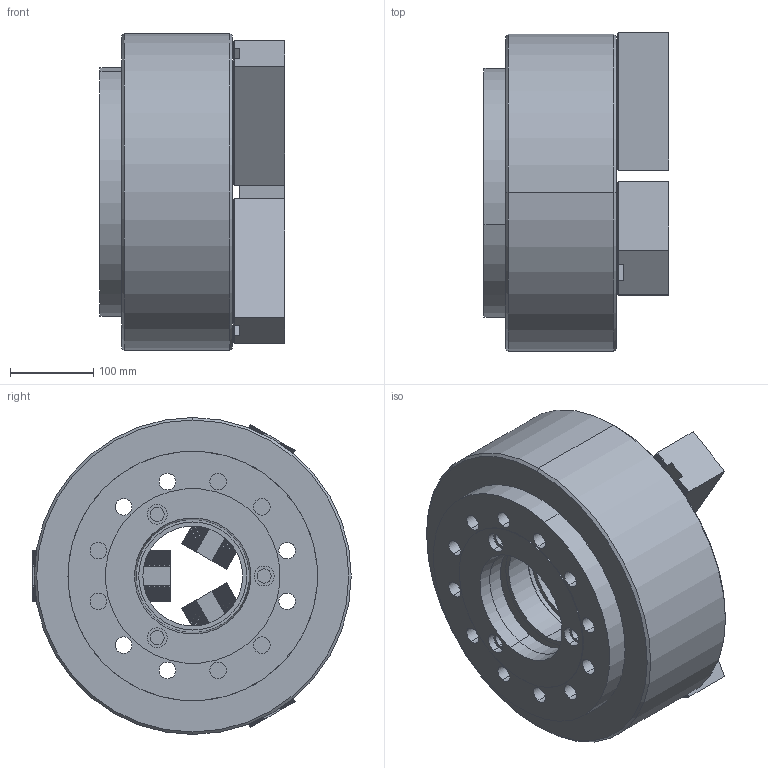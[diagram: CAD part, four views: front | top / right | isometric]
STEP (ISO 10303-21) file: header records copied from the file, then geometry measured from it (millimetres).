
FILE_DESCRIPTION (( 'STEP AP203' ), '1' );
FILE_NAME ('3H-15A8外觀參考.STEP', '2010-11-30T01:58:57', ( 'user' ), ( '' ), 'SwSTEP 2.0', 'SolidWorks 2010', '' );
FILE_SCHEMA (( 'CONFIG_CONTROL_DESIGN' ));
Length unit declared in the file: metre
Products named in the file (5): 3H-15A8外觀參考; 3H-15A8法蘭板; 3H-15本體; SJ-15H; 3H-15中仁
Assembly tree (6 placements, depth 2):
  3H-15A8外觀參考
    3H-15中仁
    3H-15A8法蘭板
    SJ-15H  x3
    3H-15本體
Bounding box: 223.25 x 382.78 x 381 mm (x, y, z)
Volume: 15518468.8 mm3; surface area: 982122.3 mm2
Topology: 6 solids, 6 shells, 2853 faces, 8466 edges, 5638 vertices
Faces by surface type: plane 2047, cylinder 774, cone 30, torus 2
Entity records: 34907 total; most frequent: CARTESIAN_POINT 7562, ORIENTED_EDGE 6132, DIRECTION 4962, EDGE_CURVE 3066, LINE 2342, VECTOR 2342, VERTEX_POINT 2038, AXIS2_PLACEMENT_3D 1310
